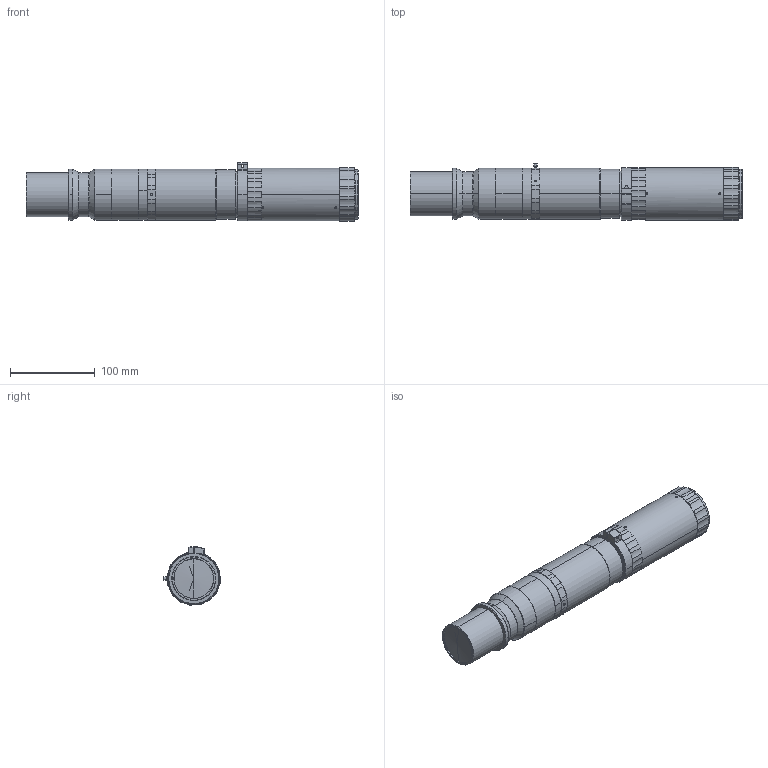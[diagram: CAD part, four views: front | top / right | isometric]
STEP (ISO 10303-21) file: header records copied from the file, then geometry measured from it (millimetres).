
FILE_DESCRIPTION (( 'STEP AP203' ), '1' );
FILE_NAME ('DTCA35F-8.8-G-M58-AL.STEP', '2022-12-01T15:03:17', ( '' ), ( '' ), 'SwSTEP 2.0', 'SolidWorks 2017', '' );
FILE_SCHEMA (( 'CONFIG_CONTROL_DESIGN' ));
Length unit declared in the file: millimetre
Products named in the file (1): DTCA35F-8.8-G-M58-AL
Bounding box: 391.01 x 67.17 x 68.91 mm (x, y, z)
Volume: 1076253.5 mm3; surface area: 82880.6 mm2
Topology: 1 solids, 1 shells, 451 faces, 1185 edges, 729 vertices
Faces by surface type: cylinder 165, cone 148, plane 126, bspline 12
Entity records: 14893 total; most frequent: CARTESIAN_POINT 3698, DIRECTION 2424, ORIENTED_EDGE 2366, EDGE_CURVE 1183, AXIS2_PLACEMENT_3D 1031, VERTEX_POINT 729, CIRCLE 591, EDGE_LOOP 478
